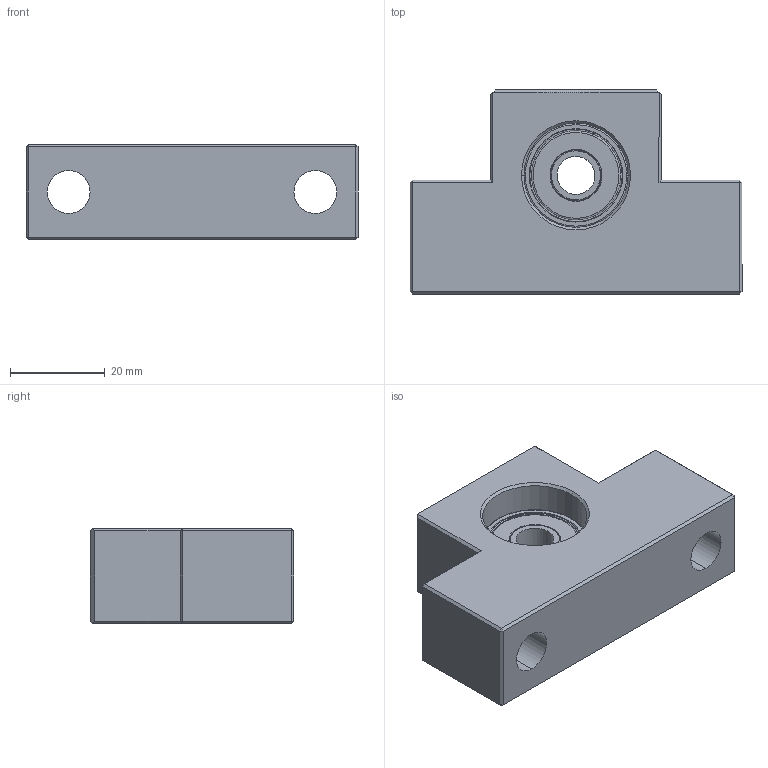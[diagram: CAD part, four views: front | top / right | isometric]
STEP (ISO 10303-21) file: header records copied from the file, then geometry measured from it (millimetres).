
FILE_DESCRIPTION (( 'STEP AP203' ), '1' );
FILE_NAME ('EF10²Õ¦X¥ó.STEP', '2010-10-04T07:38:55', ( '' ), ( '' ), 'SwSTEP 2.0', 'SolidWorks 2008', '' );
FILE_SCHEMA (( 'CONFIG_CONTROL_DESIGN' ));
Length unit declared in the file: millimetre
Products named in the file (1): EF10組合件
Bounding box: 70 x 43 x 20 mm (x, y, z)
Volume: 38080.3 mm3; surface area: 13739 mm2
Topology: 12 solids, 12 shells, 170 faces, 369 edges, 213 vertices
Faces by surface type: torus 62, plane 52, cylinder 34, sphere 14, cone 8
Entity records: 4435 total; most frequent: DIRECTION 886, CARTESIAN_POINT 697, ORIENTED_EDGE 668, AXIS2_PLACEMENT_3D 381, EDGE_CURVE 334, CIRCLE 210, VERTEX_POINT 192, EDGE_LOOP 188
